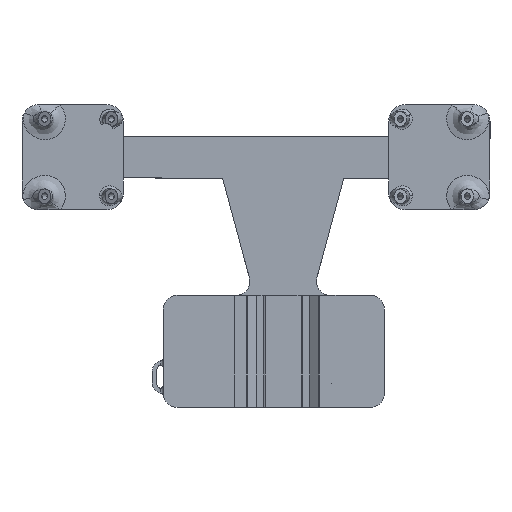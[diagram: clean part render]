
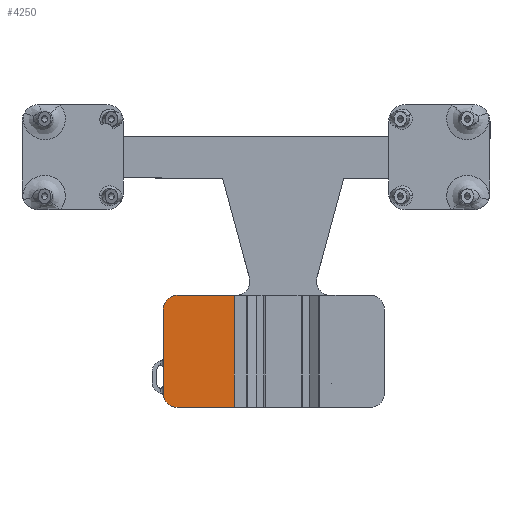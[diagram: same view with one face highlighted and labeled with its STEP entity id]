
A CAD part, front view. The second image highlights one B-rep face of the part: STEP entity #4250.
In plain terms, the highlighted planar face has unit normal (0, -1, 0).
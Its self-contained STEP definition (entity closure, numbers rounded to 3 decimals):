
#26 = CARTESIAN_POINT ( 'NONE',  ( 42.275, -13.759, -24.5 ) ) ;
#756 = VECTOR ( 'NONE', #8750, 1000. ) ;
#790 = CARTESIAN_POINT ( 'NONE',  ( 21.576, -13.759, -24.5 ) ) ;
#1003 = CIRCLE ( 'NONE', #14777, 5. ) ;
#1124 = ORIENTED_EDGE ( 'NONE', *, *, #10198, .T. ) ;
#1371 = LINE ( 'NONE', #9780, #2015 ) ;
#1426 = CARTESIAN_POINT ( 'NONE',  ( 21.576, -13.759, -60. ) ) ;
#1460 = CIRCLE ( 'NONE', #5161, 1. ) ;
#1648 = ORIENTED_EDGE ( 'NONE', *, *, #8927, .F. ) ;
#2015 = VECTOR ( 'NONE', #2530, 1000. ) ;
#2069 = AXIS2_PLACEMENT_3D ( 'NONE', #9517, #11048, #8663 ) ;
#2107 = DIRECTION ( 'NONE',  ( 0., 1., 0. ) ) ;
#2297 = DIRECTION ( 'NONE',  ( 0., -1., 0. ) ) ;
#2452 = EDGE_CURVE ( 'NONE', #14638, #14720, #15097, .T. ) ;
#2509 = PLANE ( 'NONE',  #3315 ) ;
#2530 = DIRECTION ( 'NONE',  ( -1., 0., 0. ) ) ;
#3315 = AXIS2_PLACEMENT_3D ( 'NONE', #9595, #5977, #9833 ) ;
#3413 = EDGE_CURVE ( 'NONE', #7793, #14638, #11131, .T. ) ;
#3873 = VECTOR ( 'NONE', #13653, 1000. ) ;
#4250 = ADVANCED_FACE ( 'NONE', ( #11894 ), #2509, .T. ) ;
#4478 = CARTESIAN_POINT ( 'NONE',  ( 16.576, -13.759, -29.5 ) ) ;
#5161 = AXIS2_PLACEMENT_3D ( 'NONE', #6951, #2107, #6804 ) ;
#5279 = CARTESIAN_POINT ( 'NONE',  ( 0., -13.759, -24.5 ) ) ;
#5977 = DIRECTION ( 'NONE',  ( 0., -1., 0. ) ) ;
#6036 = CARTESIAN_POINT ( 'NONE',  ( 16.635, -13.759, -60.761 ) ) ;
#6645 = ORIENTED_EDGE ( 'NONE', *, *, #2452, .T. ) ;
#6791 = EDGE_LOOP ( 'NONE', ( #12489, #6645, #13410, #1124, #13094, #10030, #1648 ) ) ;
#6804 = DIRECTION ( 'NONE',  ( 0., 0., -1. ) ) ;
#6951 = CARTESIAN_POINT ( 'NONE',  ( 15.646, -13.759, -60.913 ) ) ;
#7412 = VERTEX_POINT ( 'NONE', #6036 ) ;
#7517 = LINE ( 'NONE', #10000, #756 ) ;
#7793 = VERTEX_POINT ( 'NONE', #26 ) ;
#8225 = DIRECTION ( 'NONE',  ( 0., 0., -1. ) ) ;
#8663 = DIRECTION ( 'NONE',  ( 0., 0., -1. ) ) ;
#8750 = DIRECTION ( 'NONE',  ( 0., 0., -1. ) ) ;
#8828 = DIRECTION ( 'NONE',  ( -1., 0., 0. ) ) ;
#8927 = EDGE_CURVE ( 'NONE', #7793, #9545, #8987, .T. ) ;
#8987 = LINE ( 'NONE', #9063, #3873 ) ;
#9063 = CARTESIAN_POINT ( 'NONE',  ( 42.275, -13.759, -24.5 ) ) ;
#9452 = VECTOR ( 'NONE', #8828, 1000. ) ;
#9517 = CARTESIAN_POINT ( 'NONE',  ( 21.576, -13.759, -29.5 ) ) ;
#9545 = VERTEX_POINT ( 'NONE', #14629 ) ;
#9595 = CARTESIAN_POINT ( 'NONE',  ( 0., -13.759, 10.398 ) ) ;
#9780 = CARTESIAN_POINT ( 'NONE',  ( 0., -13.759, -65. ) ) ;
#9833 = DIRECTION ( 'NONE',  ( 0., 0., -1. ) ) ;
#10000 = CARTESIAN_POINT ( 'NONE',  ( 16.576, -13.759, 10.398 ) ) ;
#10030 = ORIENTED_EDGE ( 'NONE', *, *, #12520, .F. ) ;
#10198 = EDGE_CURVE ( 'NONE', #11164, #7412, #1460, .T. ) ;
#10753 = CARTESIAN_POINT ( 'NONE',  ( 16.576, -13.759, -60.546 ) ) ;
#11048 = DIRECTION ( 'NONE',  ( 0., -1., 0. ) ) ;
#11131 = LINE ( 'NONE', #5279, #9452 ) ;
#11164 = VERTEX_POINT ( 'NONE', #10753 ) ;
#11334 = EDGE_CURVE ( 'NONE', #14720, #11164, #7517, .T. ) ;
#11862 = EDGE_CURVE ( 'NONE', #7412, #12727, #1003, .T. ) ;
#11894 = FACE_OUTER_BOUND ( 'NONE', #6791, .T. ) ;
#12489 = ORIENTED_EDGE ( 'NONE', *, *, #3413, .T. ) ;
#12520 = EDGE_CURVE ( 'NONE', #9545, #12727, #1371, .T. ) ;
#12696 = CARTESIAN_POINT ( 'NONE',  ( 21.576, -13.759, -65. ) ) ;
#12727 = VERTEX_POINT ( 'NONE', #12696 ) ;
#13094 = ORIENTED_EDGE ( 'NONE', *, *, #11862, .T. ) ;
#13410 = ORIENTED_EDGE ( 'NONE', *, *, #11334, .T. ) ;
#13653 = DIRECTION ( 'NONE',  ( 0., 0., -1. ) ) ;
#14629 = CARTESIAN_POINT ( 'NONE',  ( 42.275, -13.759, -65. ) ) ;
#14638 = VERTEX_POINT ( 'NONE', #790 ) ;
#14720 = VERTEX_POINT ( 'NONE', #4478 ) ;
#14777 = AXIS2_PLACEMENT_3D ( 'NONE', #1426, #2297, #8225 ) ;
#15097 = CIRCLE ( 'NONE', #2069, 5. ) ;
